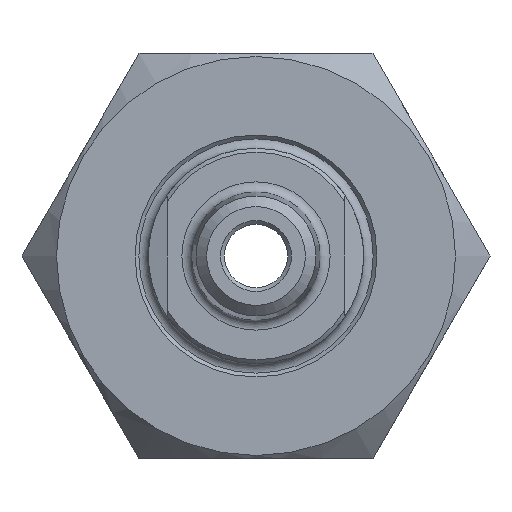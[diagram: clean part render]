
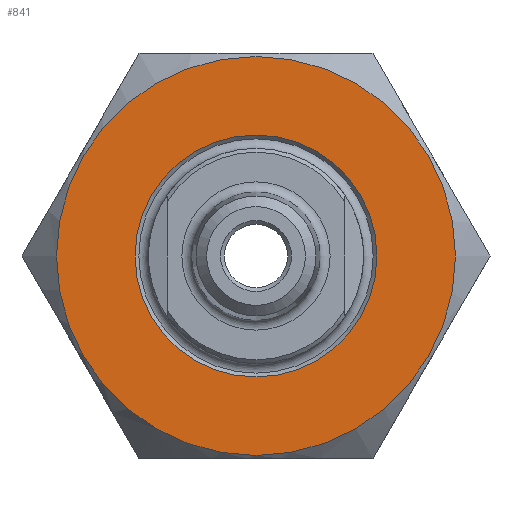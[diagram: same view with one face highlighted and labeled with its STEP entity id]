
A CAD part, left-side view. The second image highlights one B-rep face of the part: STEP entity #841.
In plain terms, the highlighted planar face has unit normal (-1, 0, 0).
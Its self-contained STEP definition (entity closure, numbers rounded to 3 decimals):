
#47=FACE_BOUND('',#149,.T.);
#66=PLANE('',#979);
#93=FACE_OUTER_BOUND('',#148,.T.);
#148=EDGE_LOOP('',(#617));
#149=EDGE_LOOP('',(#618));
#299=CIRCLE('',#960,15.75);
#306=CIRCLE('',#974,9.55);
#376=VERTEX_POINT('',#1434);
#382=VERTEX_POINT('',#1460);
#458=EDGE_CURVE('',#376,#376,#299,.T.);
#470=EDGE_CURVE('',#382,#382,#306,.T.);
#617=ORIENTED_EDGE('',*,*,#458,.T.);
#618=ORIENTED_EDGE('',*,*,#470,.F.);
#841=ADVANCED_FACE('',(#93,#47),#66,.T.);
#960=AXIS2_PLACEMENT_3D('',#1436,#1095,#1096);
#974=AXIS2_PLACEMENT_3D('',#1461,#1128,#1129);
#979=AXIS2_PLACEMENT_3D('',#1471,#1140,#1141);
#1095=DIRECTION('center_axis',(-1.,0.,0.));
#1096=DIRECTION('ref_axis',(0.,1.,0.));
#1128=DIRECTION('center_axis',(-1.,0.,0.));
#1129=DIRECTION('ref_axis',(0.,0.,-1.));
#1140=DIRECTION('center_axis',(-1.,0.,0.));
#1141=DIRECTION('ref_axis',(0.,0.,1.));
#1434=CARTESIAN_POINT('',(-13.5,-15.75,0.));
#1436=CARTESIAN_POINT('Origin',(-13.5,0.,0.));
#1460=CARTESIAN_POINT('',(-13.5,0.,9.55));
#1461=CARTESIAN_POINT('Origin',(-13.5,0.,0.));
#1471=CARTESIAN_POINT('Origin',(-13.5,0.,0.));
